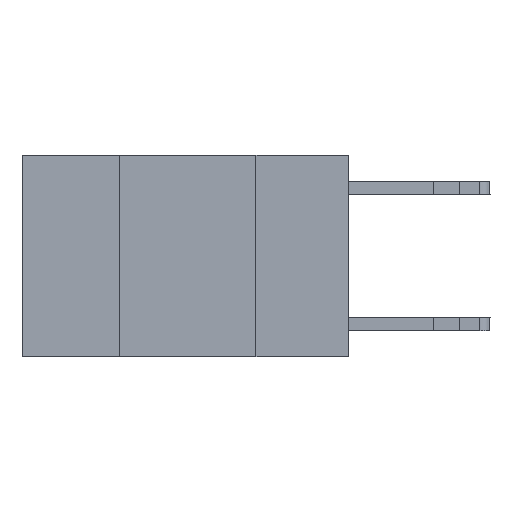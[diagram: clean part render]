
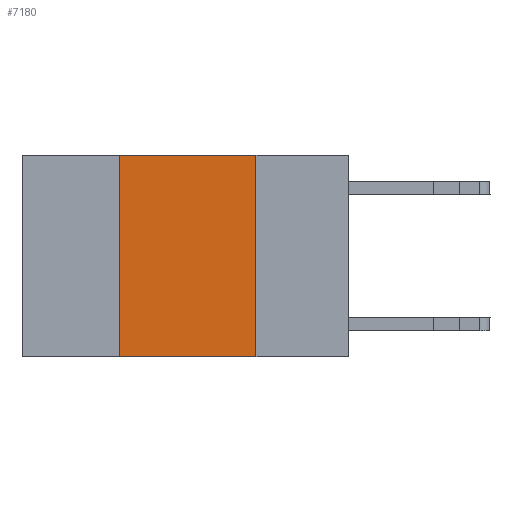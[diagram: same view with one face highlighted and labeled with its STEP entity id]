
A CAD part, left-side view. The second image highlights one B-rep face of the part: STEP entity #7180.
In plain terms, the highlighted planar face has unit normal (-1, 0, 0).
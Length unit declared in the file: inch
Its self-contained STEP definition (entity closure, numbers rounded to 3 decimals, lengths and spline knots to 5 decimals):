
#189 = AXIS2_PLACEMENT_3D ( 'NONE', #5176, #3004, #17770 ) ;
#1512 = LINE ( 'NONE', #8144, #4906 ) ;
#1742 = LINE ( 'NONE', #1896, #8812 ) ;
#1816 = DIRECTION ( 'NONE',  ( 0., -1., 0. ) ) ;
#1896 = CARTESIAN_POINT ( 'NONE',  ( 0., 0.17, 0. ) ) ;
#2055 = ORIENTED_EDGE ( 'NONE', *, *, #9189, .T. ) ;
#3004 = DIRECTION ( 'NONE',  ( 1., 0., 0. ) ) ;
#4257 = EDGE_CURVE ( 'NONE', #23670, #6828, #12290, .T. ) ;
#4906 = VECTOR ( 'NONE', #1816, 39.37008 ) ;
#4949 = DIRECTION ( 'NONE',  ( 0., -1., 0. ) ) ;
#4951 = EDGE_CURVE ( 'NONE', #6828, #12171, #9104, .T. ) ;
#5176 = CARTESIAN_POINT ( 'NONE',  ( 0., 0.6, 0. ) ) ;
#5718 = ORIENTED_EDGE ( 'NONE', *, *, #18823, .F. ) ;
#6828 = VERTEX_POINT ( 'NONE', #10827 ) ;
#7180 = ADVANCED_FACE ( 'NONE', ( #24867 ), #13889, .F. ) ;
#8144 = CARTESIAN_POINT ( 'NONE',  ( 0., 0.6, -0.37 ) ) ;
#8812 = VECTOR ( 'NONE', #10947, 39.37008 ) ;
#9104 = LINE ( 'NONE', #20022, #20556 ) ;
#9189 = EDGE_CURVE ( 'NONE', #23670, #26927, #1512, .T. ) ;
#10142 = CARTESIAN_POINT ( 'NONE',  ( 0., 0.42, 0. ) ) ;
#10827 = CARTESIAN_POINT ( 'NONE',  ( 0., 0.42, 0. ) ) ;
#10947 = DIRECTION ( 'NONE',  ( 0., 0., -1. ) ) ;
#11051 = ORIENTED_EDGE ( 'NONE', *, *, #4257, .F. ) ;
#12171 = VERTEX_POINT ( 'NONE', #28356 ) ;
#12290 = LINE ( 'NONE', #10142, #16937 ) ;
#13889 = PLANE ( 'NONE',  #189 ) ;
#15563 = EDGE_LOOP ( 'NONE', ( #5718, #21285, #11051, #2055 ) ) ;
#16562 = DIRECTION ( 'NONE',  ( 0., 0., 1. ) ) ;
#16937 = VECTOR ( 'NONE', #16562, 39.37008 ) ;
#17770 = DIRECTION ( 'NONE',  ( 0., 0., -1. ) ) ;
#17850 = CARTESIAN_POINT ( 'NONE',  ( 0., 0.17, -0.37 ) ) ;
#18823 = EDGE_CURVE ( 'NONE', #12171, #26927, #1742, .T. ) ;
#20022 = CARTESIAN_POINT ( 'NONE',  ( 0., 0.6, 0. ) ) ;
#20556 = VECTOR ( 'NONE', #4949, 39.37008 ) ;
#21285 = ORIENTED_EDGE ( 'NONE', *, *, #4951, .F. ) ;
#21424 = CARTESIAN_POINT ( 'NONE',  ( 0., 0.42, -0.37 ) ) ;
#23670 = VERTEX_POINT ( 'NONE', #21424 ) ;
#24867 = FACE_OUTER_BOUND ( 'NONE', #15563, .T. ) ;
#26927 = VERTEX_POINT ( 'NONE', #17850 ) ;
#28356 = CARTESIAN_POINT ( 'NONE',  ( 0., 0.17, 0. ) ) ;
